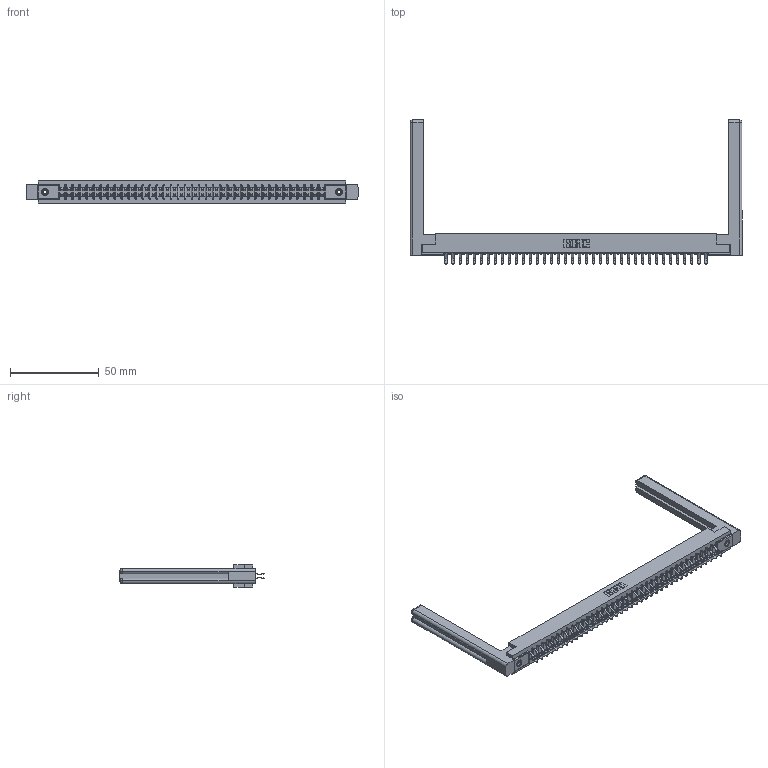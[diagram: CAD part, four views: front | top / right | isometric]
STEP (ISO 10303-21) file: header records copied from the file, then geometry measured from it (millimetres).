
FILE_DESCRIPTION (( 'STEP AP203' ), '1' );
FILE_NAME ('357-076-456-258.STEP', '2020-10-04T15:08:00', ( '' ), ( '' ), 'SwSTEP 2.0', 'SolidWorks 2020', '' );
FILE_SCHEMA (( 'CONFIG_CONTROL_DESIGN' ));
Length unit declared in the file: inch
Products named in the file (5): 307-220-058; 345-250-001_345-250-001-102; 307 Part_.156 Dia Mounting Holes; 307-290-001_556; 357-076-456-258
Assembly tree (81 placements, depth 2):
  357-076-456-258
    307 Part_.156 Dia Mounting Holes
    307-290-001_556  x76
    307-220-058  x2
    345-250-001_345-250-001-102  x2
Bounding box: 187.2 x 81.28 x 12.7 mm (x, y, z)
Volume: 26993.6 mm3; surface area: 28917.5 mm2
Topology: 81 solids, 81 shells, 4099 faces, 11469 edges, 7426 vertices
Faces by surface type: plane 2662, cylinder 1335, sphere 78, torus 12, cone 12
Entity records: 37023 total; most frequent: CARTESIAN_POINT 6077, ORIENTED_EDGE 5964, DIRECTION 5912, EDGE_CURVE 2982, LINE 2282, VECTOR 2282, VERTEX_POINT 1926, AXIS2_PLACEMENT_3D 1815
